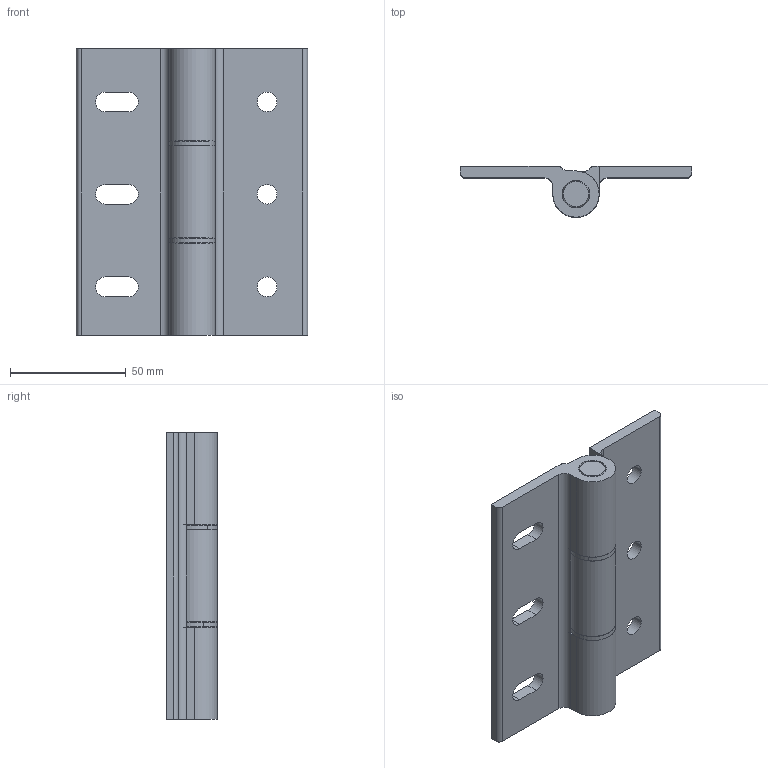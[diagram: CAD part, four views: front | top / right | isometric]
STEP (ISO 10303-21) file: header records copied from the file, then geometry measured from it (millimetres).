
FILE_DESCRIPTION((''),'2;1');
FILE_NAME('SZ0765N.stp','2009-07-27T13:46:50',(''),(''),'Mechanical Desktop 2007','Mechanical Desktop 2007',', , ');
FILE_SCHEMA(('CONFIG_CONTROL_DESIGN'));
Length unit declared in the file: millimetre
Products named in the file (2): SZ0765NA; SZ0765N
Assembly tree (1 placements, depth 2):
  SZ0765NA
    SZ0765N
Bounding box: 100 x 22 x 124 mm (x, y, z)
Volume: 89519.7 mm3; surface area: 42522.1 mm2
Topology: 5 solids, 5 shells, 85 faces, 215 edges, 140 vertices
Faces by surface type: cylinder 45, plane 35, bspline 3, cone 2
Entity records: 2801 total; most frequent: CARTESIAN_POINT 550, DIRECTION 470, ORIENTED_EDGE 422, EDGE_CURVE 211, AXIS2_PLACEMENT_3D 176, VERTEX_POINT 139, VECTOR 118, LINE 118
